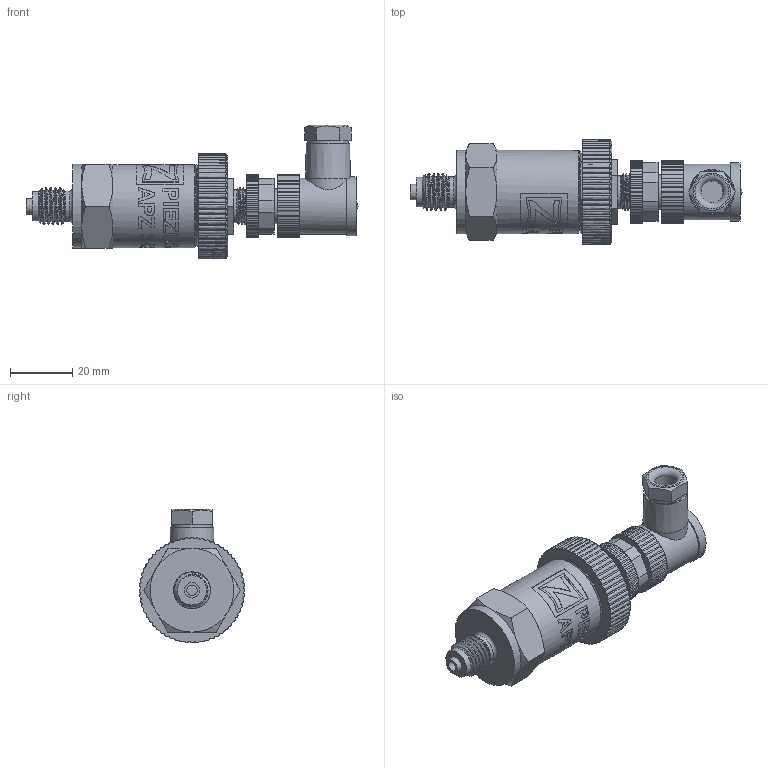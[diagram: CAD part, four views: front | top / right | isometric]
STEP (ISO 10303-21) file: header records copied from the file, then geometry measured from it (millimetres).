
FILE_DESCRIPTION(/* description */ (''),/* implementation_level */ '2;1');
FILE_NAME(/* name */ 'APZ3420_M12x1,5EN_M12x1-angular.step',/* time_stamp */ '2021-06-18T15:18:33+03:00',/* author */ (''),/* organization */ (''),/* preprocessor_version */ 'ST-DEVELOPER v18.1',/* originating_system */ 'Autodesk Translation Framework v10.9.0.1377',/* authorisation */ '');
FILE_SCHEMA (('AUTOMOTIVE_DESIGN { 1 0 10303 214 3 1 1 }'));
Products named in the file (6): APZ3420_; M12x1,5 EN; OMAL nut M27x1.5; M12x1 male; Ш100.000.002; M12x1 female angular
Assembly tree (5 placements, depth 2):
  APZ3420_
    M12x1,5 EN
    OMAL nut M27x1.5
    M12x1 male
    Ш100.000.002
    M12x1 female angular
Bounding box: 107.07 x 34 x 43.2 mm (x, y, z)
Volume: 47131.1 mm3; surface area: 19389.3 mm2
Topology: 16 solids, 16 shells, 982 faces, 2737 edges, 1834 vertices
Faces by surface type: bspline 445, cylinder 333, plane 168, cone 30, torus 5, sphere 1
Full cylindrical faces by diameter (mm): 1 x12, 1.5 x4, 3.3 x1, 5 x1, 7 x1, 8 x1, 8.2 x1, 9.471 x2, 9.5 x1, 9.8 x1, 10.137 x5, 10.6 x2, 10.741 x6, 11.035 x4, 11.156 x1, 11.85 x4, 11.884 x5, 12.152 x4, 13 x1, 14 x1, 14.137 x4, 14.526 x3, 15.85 x3, 16.203 x3, 18 x1, 19 x1, 21.4 x2, 22.3 x1, 22.4 x1, 24.5 x1
Entity records: 55622 total; most frequent: CARTESIAN_POINT 33607, ORIENTED_EDGE 5474, DIRECTION 3088, EDGE_CURVE 2737, VERTEX_POINT 1834, B_SPLINE_CURVE_WITH_KNOTS 1212, AXIS2_PLACEMENT_3D 1105, EDGE_LOOP 1045
